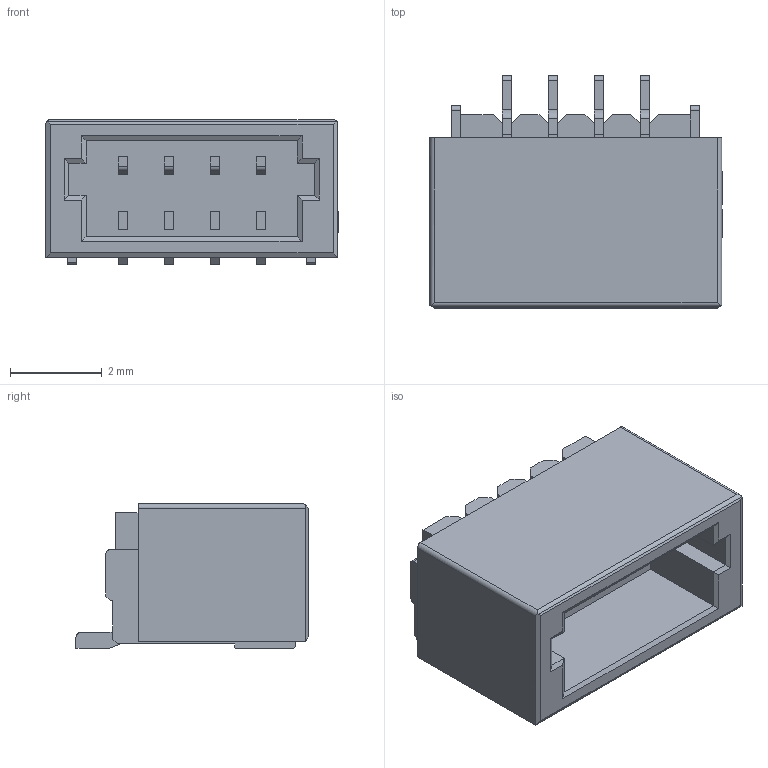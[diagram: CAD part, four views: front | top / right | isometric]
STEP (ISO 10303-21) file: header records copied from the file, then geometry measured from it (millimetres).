
FILE_DESCRIPTION(('FreeCAD Model'),'2;1');
FILE_NAME('Open CASCADE Shape Model','2023-12-08T16:35:55',(''),(''), 'Open CASCADE STEP processor 7.6','FreeCAD','Unknown');
FILE_SCHEMA(('AUTOMOTIVE_DESIGN { 1 0 10303 214 1 1 1 1 }'));
Length unit declared in the file: millimetre
Products named in the file (11): CN1; CONN-SMD_4P-P1.00_WAFER-SH1.0-4PWB; COMPOUND008; COMPOUND; COMPOUND001; COMPOUND002; COMPOUND003; COMPOUND004; COMPOUND005; COMPOUND006; COMPOUND007
Assembly tree (10 placements, depth 4):
  CN1
    CONN-SMD_4P-P1.00_WAFER-SH1.0-4PWB
      COMPOUND008
        COMPOUND
        COMPOUND001
        COMPOUND002
        COMPOUND003
        COMPOUND004
        COMPOUND005
        COMPOUND006
        COMPOUND007
Bounding box: 6.36 x 5.05 x 3.15 mm (x, y, z)
Volume: 57.6 mm3; surface area: 247.9 mm2
Topology: 8 solids, 8 shells, 477 faces, 1333 edges, 884 vertices
Faces by surface type: plane 353, bspline 98, cylinder 26
Entity records: 18182 total; most frequent: CARTESIAN_POINT 4029, ORIENTED_EDGE 2666, DIRECTION 1955, EDGE_CURVE 1333, LINE 1079, VECTOR 1079, VERTEX_POINT 884, FACE_BOUND 505
